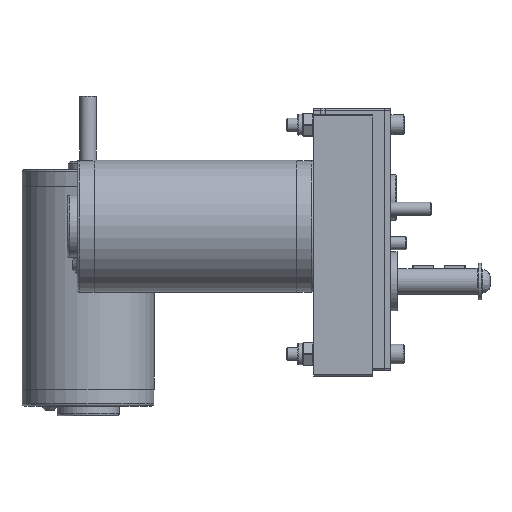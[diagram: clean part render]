
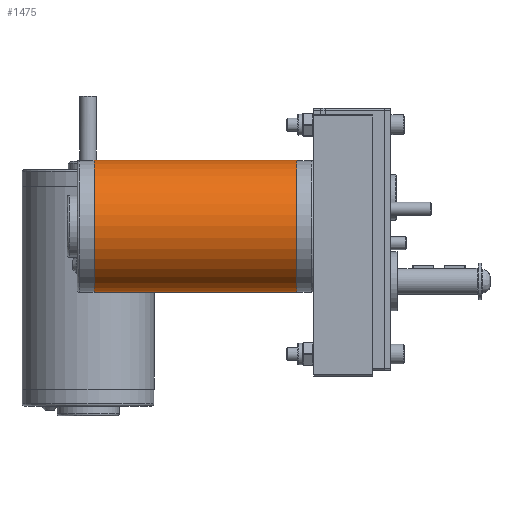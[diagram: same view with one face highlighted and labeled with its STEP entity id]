
A CAD part, left-side view. The second image highlights one B-rep face of the part: STEP entity #1475.
In plain terms, the highlighted cylindrical face has radius 32.004 mm (diameter 64.008 mm), a full revolution.
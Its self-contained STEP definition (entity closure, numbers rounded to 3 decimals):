
#1475 = ADVANCED_FACE( '', ( #2771, #2772 ), #2773, .T. );
#2771 = FACE_OUTER_BOUND( '', #5098, .T. );
#2772 = FACE_OUTER_BOUND( '', #5099, .T. );
#2773 = CYLINDRICAL_SURFACE( '', #5100, 32.004 );
#5098 = EDGE_LOOP( '', ( #8021 ) );
#5099 = EDGE_LOOP( '', ( #8022 ) );
#5100 = AXIS2_PLACEMENT_3D( '', #8023, #8024, #8025 );
#8021 = ORIENTED_EDGE( '', *, *, #15046, .F. );
#8022 = ORIENTED_EDGE( '', *, *, #15044, .T. );
#8023 = CARTESIAN_POINT( '', ( 35.56, 109.296, 19.05 ) );
#8024 = DIRECTION( '', ( 0., 0., 1. ) );
#8025 = DIRECTION( '', ( 1., 0., 0. ) );
#15044 = EDGE_CURVE( '', #17755, #17755, #17756, .F. );
#15046 = EDGE_CURVE( '', #17759, #17759, #17760, .T. );
#17755 = VERTEX_POINT( '', #22164 );
#17756 = CIRCLE( '', #22165, 32.004 );
#17759 = VERTEX_POINT( '', #22168 );
#17760 = CIRCLE( '', #22169, 32.004 );
#22164 = CARTESIAN_POINT( '', ( 35.56, 77.292, 10.82 ) );
#22165 = AXIS2_PLACEMENT_3D( '', #27772, #27773, #27774 );
#22168 = CARTESIAN_POINT( '', ( 3.556, 109.296, -87.325 ) );
#22169 = AXIS2_PLACEMENT_3D( '', #27778, #27779, #27780 );
#27772 = CARTESIAN_POINT( '', ( 35.56, 109.296, 10.82 ) );
#27773 = DIRECTION( '', ( 0., 0., 1. ) );
#27774 = DIRECTION( '', ( 0., -1., 0. ) );
#27778 = CARTESIAN_POINT( '', ( 35.56, 109.296, -87.325 ) );
#27779 = DIRECTION( '', ( 0., 0., -1. ) );
#27780 = DIRECTION( '', ( -1., 0., 0. ) );
